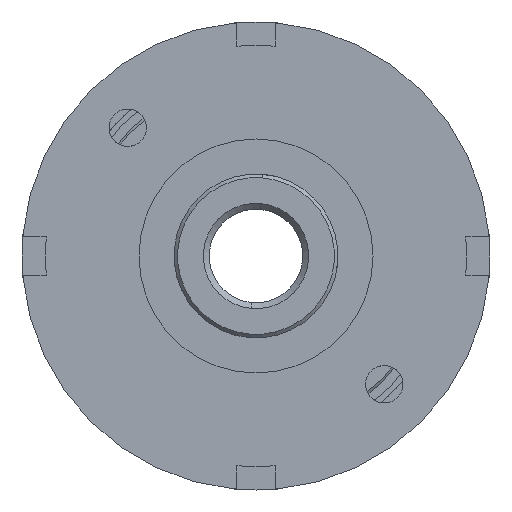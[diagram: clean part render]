
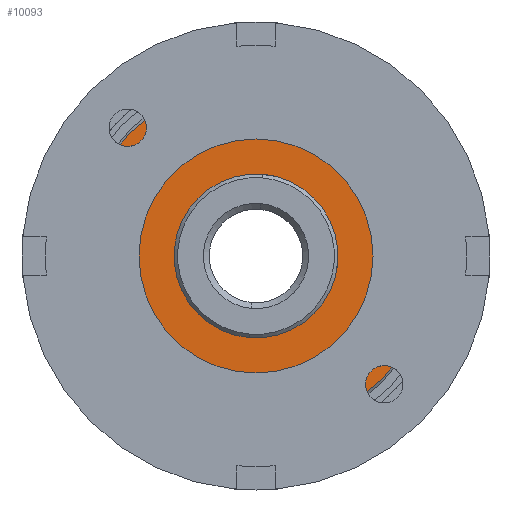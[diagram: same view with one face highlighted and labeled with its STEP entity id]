
A CAD part, front view. The second image highlights one B-rep face of the part: STEP entity #10093.
In plain terms, the highlighted planar face has unit normal (0, -1, 0).
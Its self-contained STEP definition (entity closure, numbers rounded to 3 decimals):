
#2905 = ORIENTED_EDGE ( 'NONE', *, *, #50385, .T. ) ;
#3927 = CARTESIAN_POINT ( 'NONE',  ( 7., -19.975, 0. ) ) ;
#4107 = DIRECTION ( 'NONE',  ( 0., 0., 1. ) ) ;
#7620 = FACE_BOUND ( 'NONE', #51393, .T. ) ;
#7910 = VERTEX_POINT ( 'NONE', #39931 ) ;
#8476 = ORIENTED_EDGE ( 'NONE', *, *, #38150, .T. ) ;
#8763 = AXIS2_PLACEMENT_3D ( 'NONE', #16531, #28269, #28449 ) ;
#10093 = ADVANCED_FACE ( 'NONE', ( #25045, #7620 ), #16561, .F. ) ;
#11684 = AXIS2_PLACEMENT_3D ( 'NONE', #53233, #32908, #20488 ) ;
#16287 = AXIS2_PLACEMENT_3D ( 'NONE', #23071, #27211, #48032 ) ;
#16531 = CARTESIAN_POINT ( 'NONE',  ( 0., -19.975, 0. ) ) ;
#16561 = PLANE ( 'NONE',  #44152 ) ;
#20488 = DIRECTION ( 'NONE',  ( 0., 0., 1. ) ) ;
#22380 = CARTESIAN_POINT ( 'NONE',  ( 0., -19.975, -15.05 ) ) ;
#23071 = CARTESIAN_POINT ( 'NONE',  ( 0., -19.975, 0. ) ) ;
#24764 = VERTEX_POINT ( 'NONE', #22380 ) ;
#25045 = FACE_OUTER_BOUND ( 'NONE', #41889, .T. ) ;
#26051 = ORIENTED_EDGE ( 'NONE', *, *, #44167, .T. ) ;
#27211 = DIRECTION ( 'NONE',  ( 0., -1., 0. ) ) ;
#28269 = DIRECTION ( 'NONE',  ( 0., 1., 0. ) ) ;
#28449 = DIRECTION ( 'NONE',  ( 0., 0., 1. ) ) ;
#30031 = ORIENTED_EDGE ( 'NONE', *, *, #46679, .T. ) ;
#30832 = CIRCLE ( 'NONE', #16287, 15.05 ) ;
#32018 = CARTESIAN_POINT ( 'NONE',  ( 0., -19.975, 0. ) ) ;
#32369 = CIRCLE ( 'NONE', #41018, 7. ) ;
#32801 = DIRECTION ( 'NONE',  ( 0., 1., 0. ) ) ;
#32908 = DIRECTION ( 'NONE',  ( 0., -1., 0. ) ) ;
#33771 = CARTESIAN_POINT ( 'NONE',  ( 0., -19.975, -7. ) ) ;
#35778 = VERTEX_POINT ( 'NONE', #33771 ) ;
#38150 = EDGE_CURVE ( 'NONE', #24764, #53321, #47635, .T. ) ;
#39857 = CIRCLE ( 'NONE', #8763, 7. ) ;
#39931 = CARTESIAN_POINT ( 'NONE',  ( 0., -19.975, 7. ) ) ;
#41018 = AXIS2_PLACEMENT_3D ( 'NONE', #32018, #44311, #44131 ) ;
#41889 = EDGE_LOOP ( 'NONE', ( #2905, #8476 ) ) ;
#44131 = DIRECTION ( 'NONE',  ( 0., 0., 1. ) ) ;
#44152 = AXIS2_PLACEMENT_3D ( 'NONE', #3927, #32801, #4107 ) ;
#44167 = EDGE_CURVE ( 'NONE', #35778, #7910, #32369, .T. ) ;
#44311 = DIRECTION ( 'NONE',  ( 0., 1., 0. ) ) ;
#46153 = CARTESIAN_POINT ( 'NONE',  ( 0., -19.975, 15.05 ) ) ;
#46679 = EDGE_CURVE ( 'NONE', #7910, #35778, #39857, .T. ) ;
#47635 = CIRCLE ( 'NONE', #11684, 15.05 ) ;
#48032 = DIRECTION ( 'NONE',  ( 0., 0., 1. ) ) ;
#50385 = EDGE_CURVE ( 'NONE', #53321, #24764, #30832, .T. ) ;
#51393 = EDGE_LOOP ( 'NONE', ( #30031, #26051 ) ) ;
#53233 = CARTESIAN_POINT ( 'NONE',  ( 0., -19.975, 0. ) ) ;
#53321 = VERTEX_POINT ( 'NONE', #46153 ) ;
